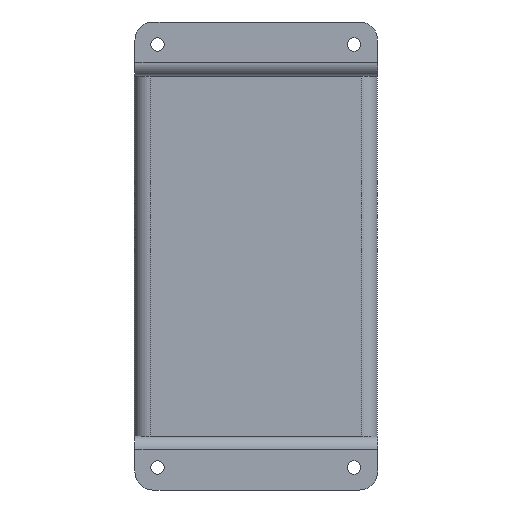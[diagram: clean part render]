
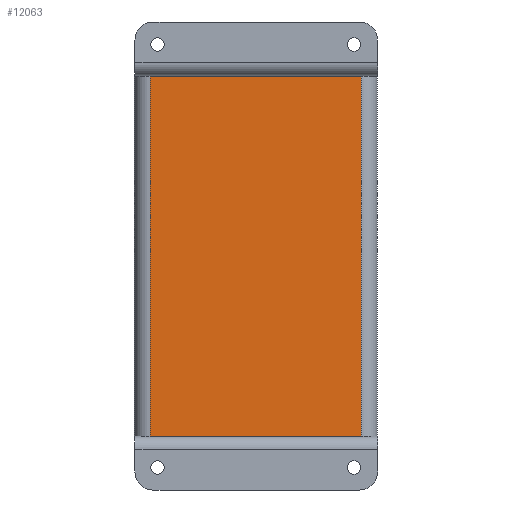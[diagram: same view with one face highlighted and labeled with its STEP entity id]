
A CAD part, front view. The second image highlights one B-rep face of the part: STEP entity #12063.
In plain terms, the highlighted planar face has unit normal (0, -1, 0).
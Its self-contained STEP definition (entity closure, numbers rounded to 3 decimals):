
#1865 = LINE ( 'NONE', #15488, #6330 ) ;
#3135 = VECTOR ( 'NONE', #11063, 1000. ) ;
#3615 = DIRECTION ( 'NONE',  ( -1., 0., 0. ) ) ;
#4182 = PLANE ( 'NONE',  #25118 ) ;
#4421 = DIRECTION ( 'NONE',  ( 0., 0., -1. ) ) ;
#6330 = VECTOR ( 'NONE', #4421, 1000. ) ;
#8420 = CARTESIAN_POINT ( 'NONE',  ( -23.488, -49.885, -129.679 ) ) ;
#9429 = EDGE_LOOP ( 'NONE', ( #16710, #16536, #11268, #22766 ) ) ;
#11063 = DIRECTION ( 'NONE',  ( 1., 0., 0. ) ) ;
#11268 = ORIENTED_EDGE ( 'NONE', *, *, #13762, .T. ) ;
#12023 = VERTEX_POINT ( 'NONE', #21649 ) ;
#12063 = ADVANCED_FACE ( 'NONE', ( #12338 ), #4182, .T. ) ;
#12338 = FACE_OUTER_BOUND ( 'NONE', #9429, .T. ) ;
#12519 = VECTOR ( 'NONE', #27941, 1000. ) ;
#13762 = EDGE_CURVE ( 'NONE', #15849, #12023, #25678, .T. ) ;
#15488 = CARTESIAN_POINT ( 'NONE',  ( -23.488, -49.885, -129.679 ) ) ;
#15849 = VERTEX_POINT ( 'NONE', #27861 ) ;
#16536 = ORIENTED_EDGE ( 'NONE', *, *, #21636, .T. ) ;
#16542 = LINE ( 'NONE', #27757, #26519 ) ;
#16710 = ORIENTED_EDGE ( 'NONE', *, *, #28620, .T. ) ;
#17673 = CARTESIAN_POINT ( 'NONE',  ( -23.488, -49.885, -129.679 ) ) ;
#18565 = VERTEX_POINT ( 'NONE', #27363 ) ;
#19102 = LINE ( 'NONE', #8420, #3135 ) ;
#20773 = CARTESIAN_POINT ( 'NONE',  ( -23.488, -49.885, -129.679 ) ) ;
#21636 = EDGE_CURVE ( 'NONE', #26396, #15849, #19102, .T. ) ;
#21649 = CARTESIAN_POINT ( 'NONE',  ( 23.412, -49.885, -49.679 ) ) ;
#22766 = ORIENTED_EDGE ( 'NONE', *, *, #27653, .T. ) ;
#23161 = CARTESIAN_POINT ( 'NONE',  ( 23.412, -49.885, -129.679 ) ) ;
#25118 = AXIS2_PLACEMENT_3D ( 'NONE', #17673, #28631, #26252 ) ;
#25678 = LINE ( 'NONE', #23161, #12519 ) ;
#26252 = DIRECTION ( 'NONE',  ( 0., 0., -1. ) ) ;
#26396 = VERTEX_POINT ( 'NONE', #20773 ) ;
#26519 = VECTOR ( 'NONE', #3615, 1000. ) ;
#27363 = CARTESIAN_POINT ( 'NONE',  ( -23.488, -49.885, -49.679 ) ) ;
#27653 = EDGE_CURVE ( 'NONE', #12023, #18565, #16542, .T. ) ;
#27757 = CARTESIAN_POINT ( 'NONE',  ( -23.488, -49.885, -49.679 ) ) ;
#27861 = CARTESIAN_POINT ( 'NONE',  ( 23.412, -49.885, -129.679 ) ) ;
#27941 = DIRECTION ( 'NONE',  ( 0., 0., 1. ) ) ;
#28620 = EDGE_CURVE ( 'NONE', #18565, #26396, #1865, .T. ) ;
#28631 = DIRECTION ( 'NONE',  ( 0., -1., 0. ) ) ;
